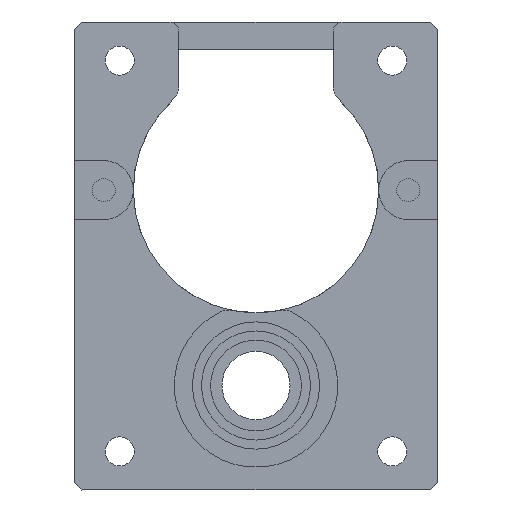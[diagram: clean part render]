
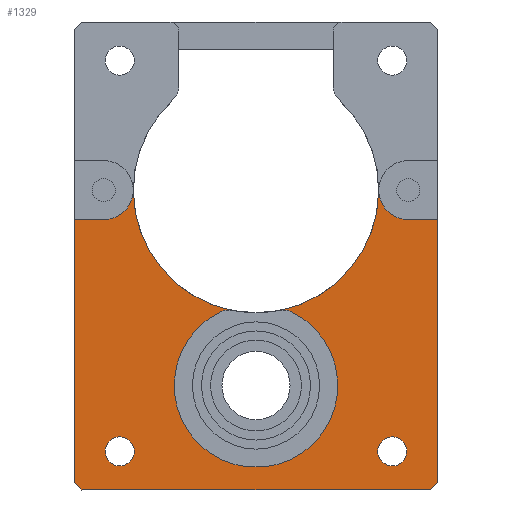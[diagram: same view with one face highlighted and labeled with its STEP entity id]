
A CAD part, front view. The second image highlights one B-rep face of the part: STEP entity #1329.
In plain terms, the highlighted planar face has unit normal (0, -1, 0).
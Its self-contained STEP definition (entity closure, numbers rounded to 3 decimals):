
#32=FACE_BOUND('',#196,.T.);
#33=FACE_BOUND('',#197,.T.);
#52=PLANE('',#1483);
#114=FACE_OUTER_BOUND('',#195,.T.);
#195=EDGE_LOOP('',(#1107,#1108,#1109,#1110,#1111,#1112,#1113,#1114,#1115,
#1116,#1117,#1118,#1119,#1120));
#196=EDGE_LOOP('',(#1121));
#197=EDGE_LOOP('',(#1122));
#312=LINE('',#2244,#426);
#317=LINE('',#2258,#431);
#318=LINE('',#2260,#432);
#319=LINE('',#2261,#433);
#320=LINE('',#2265,#434);
#321=LINE('',#2267,#435);
#322=LINE('',#2268,#436);
#426=VECTOR('',#1818,10.);
#431=VECTOR('',#1833,10.);
#432=VECTOR('',#1834,10.);
#433=VECTOR('',#1835,10.);
#434=VECTOR('',#1838,10.);
#435=VECTOR('',#1839,10.);
#436=VECTOR('',#1840,10.);
#463=CIRCLE('',#1378,2.);
#464=CIRCLE('',#1380,13.5);
#468=CIRCLE('',#1384,13.5);
#471=CIRCLE('',#1388,2.);
#473=CIRCLE('',#1391,9.);
#527=CIRCLE('',#1480,3.25);
#529=CIRCLE('',#1484,3.25);
#530=CIRCLE('',#1485,1.6);
#531=CIRCLE('',#1486,1.6);
#544=VERTEX_POINT('',#1962);
#545=VERTEX_POINT('',#1964);
#546=VERTEX_POINT('',#1968);
#551=VERTEX_POINT('',#1978);
#552=VERTEX_POINT('',#1980);
#555=VERTEX_POINT('',#1988);
#645=VERTEX_POINT('',#2242);
#646=VERTEX_POINT('',#2243);
#649=VERTEX_POINT('',#2256);
#650=VERTEX_POINT('',#2257);
#651=VERTEX_POINT('',#2259);
#652=VERTEX_POINT('',#2262);
#653=VERTEX_POINT('',#2264);
#654=VERTEX_POINT('',#2266);
#655=VERTEX_POINT('',#2269);
#656=VERTEX_POINT('',#2271);
#672=EDGE_CURVE('',#544,#545,#463,.F.);
#674=EDGE_CURVE('',#546,#545,#464,.T.);
#680=EDGE_CURVE('',#552,#551,#468,.T.);
#684=EDGE_CURVE('',#552,#555,#471,.F.);
#687=EDGE_CURVE('',#544,#555,#473,.T.);
#813=EDGE_CURVE('',#645,#646,#312,.T.);
#817=EDGE_CURVE('',#646,#546,#527,.T.);
#820=EDGE_CURVE('',#649,#650,#317,.T.);
#821=EDGE_CURVE('',#650,#651,#318,.T.);
#822=EDGE_CURVE('',#651,#645,#319,.T.);
#823=EDGE_CURVE('',#551,#652,#529,.T.);
#824=EDGE_CURVE('',#652,#653,#320,.T.);
#825=EDGE_CURVE('',#653,#654,#321,.T.);
#826=EDGE_CURVE('',#654,#649,#322,.T.);
#827=EDGE_CURVE('',#655,#655,#530,.T.);
#828=EDGE_CURVE('',#656,#656,#531,.T.);
#1107=ORIENTED_EDGE('',*,*,#820,.T.);
#1108=ORIENTED_EDGE('',*,*,#821,.T.);
#1109=ORIENTED_EDGE('',*,*,#822,.T.);
#1110=ORIENTED_EDGE('',*,*,#813,.T.);
#1111=ORIENTED_EDGE('',*,*,#817,.T.);
#1112=ORIENTED_EDGE('',*,*,#674,.T.);
#1113=ORIENTED_EDGE('',*,*,#672,.F.);
#1114=ORIENTED_EDGE('',*,*,#687,.T.);
#1115=ORIENTED_EDGE('',*,*,#684,.F.);
#1116=ORIENTED_EDGE('',*,*,#680,.T.);
#1117=ORIENTED_EDGE('',*,*,#823,.T.);
#1118=ORIENTED_EDGE('',*,*,#824,.T.);
#1119=ORIENTED_EDGE('',*,*,#825,.T.);
#1120=ORIENTED_EDGE('',*,*,#826,.T.);
#1121=ORIENTED_EDGE('',*,*,#827,.T.);
#1122=ORIENTED_EDGE('',*,*,#828,.T.);
#1329=ADVANCED_FACE('',(#114,#32,#33),#52,.F.);
#1378=AXIS2_PLACEMENT_3D('',#1965,#1539,#1540);
#1380=AXIS2_PLACEMENT_3D('',#1969,#1544,#1545);
#1384=AXIS2_PLACEMENT_3D('',#1981,#1554,#1555);
#1388=AXIS2_PLACEMENT_3D('',#1989,#1563,#1564);
#1391=AXIS2_PLACEMENT_3D('',#1993,#1570,#1571);
#1480=AXIS2_PLACEMENT_3D('',#2251,#1824,#1825);
#1483=AXIS2_PLACEMENT_3D('',#2255,#1831,#1832);
#1484=AXIS2_PLACEMENT_3D('',#2263,#1836,#1837);
#1485=AXIS2_PLACEMENT_3D('',#2270,#1841,#1842);
#1486=AXIS2_PLACEMENT_3D('',#2272,#1843,#1844);
#1539=DIRECTION('center_axis',(0.,1.,0.));
#1540=DIRECTION('ref_axis',(0.126,0.,0.992));
#1544=DIRECTION('center_axis',(0.,1.,0.));
#1545=DIRECTION('ref_axis',(1.,0.,0.));
#1554=DIRECTION('center_axis',(0.,1.,0.));
#1555=DIRECTION('ref_axis',(1.,0.,0.));
#1563=DIRECTION('center_axis',(0.,1.,0.));
#1564=DIRECTION('ref_axis',(-0.126,0.,0.992));
#1570=DIRECTION('center_axis',(0.,1.,0.));
#1571=DIRECTION('ref_axis',(1.,0.,0.));
#1818=DIRECTION('',(-1.,0.,0.));
#1824=DIRECTION('center_axis',(0.,1.,0.));
#1825=DIRECTION('ref_axis',(1.,0.,0.));
#1831=DIRECTION('center_axis',(0.,1.,0.));
#1832=DIRECTION('ref_axis',(1.,0.,0.));
#1833=DIRECTION('',(1.,0.,0.));
#1834=DIRECTION('',(0.707,0.,0.707));
#1835=DIRECTION('',(0.,0.,1.));
#1836=DIRECTION('center_axis',(0.,1.,0.));
#1837=DIRECTION('ref_axis',(1.,0.,0.));
#1838=DIRECTION('',(-1.,0.,0.));
#1839=DIRECTION('',(0.,0.,-1.));
#1840=DIRECTION('',(0.707,0.,-0.707));
#1841=DIRECTION('center_axis',(0.,1.,0.));
#1842=DIRECTION('ref_axis',(1.,0.,0.));
#1843=DIRECTION('center_axis',(0.,1.,0.));
#1844=DIRECTION('ref_axis',(1.,0.,0.));
#1962=CARTESIAN_POINT('',(3.917,0.,8.103));
#1964=CARTESIAN_POINT('',(2.653,0.,8.263));
#1965=CARTESIAN_POINT('Origin',(3.046,0.,6.302));
#1968=CARTESIAN_POINT('',(13.5,0.,21.5));
#1969=CARTESIAN_POINT('Origin',(0.,0.,21.5));
#1978=CARTESIAN_POINT('',(-13.5,0.,21.5));
#1980=CARTESIAN_POINT('',(-2.653,0.,8.263));
#1981=CARTESIAN_POINT('Origin',(0.,0.,21.5));
#1988=CARTESIAN_POINT('',(-3.917,0.,8.103));
#1989=CARTESIAN_POINT('Origin',(-3.046,0.,6.302));
#1993=CARTESIAN_POINT('Origin',(0.,0.,0.));
#2242=CARTESIAN_POINT('',(20.,0.,18.25));
#2243=CARTESIAN_POINT('',(16.75,0.,18.25));
#2244=CARTESIAN_POINT('',(8.375,0.,18.25));
#2251=CARTESIAN_POINT('Origin',(16.75,0.,21.5));
#2255=CARTESIAN_POINT('Origin',(0.,0.,14.25));
#2256=CARTESIAN_POINT('',(-19.2,0.,-11.5));
#2257=CARTESIAN_POINT('',(19.2,0.,-11.5));
#2258=CARTESIAN_POINT('',(-19.2,0.,-11.5));
#2259=CARTESIAN_POINT('',(20.,0.,-10.7));
#2260=CARTESIAN_POINT('',(19.2,0.,-11.5));
#2261=CARTESIAN_POINT('',(20.,0.,-10.7));
#2262=CARTESIAN_POINT('',(-16.75,0.,18.25));
#2263=CARTESIAN_POINT('Origin',(-16.75,0.,21.5));
#2264=CARTESIAN_POINT('',(-20.,0.,18.25));
#2265=CARTESIAN_POINT('',(-10.,0.,18.25));
#2266=CARTESIAN_POINT('',(-20.,0.,-10.7));
#2267=CARTESIAN_POINT('',(-20.,0.,39.2));
#2268=CARTESIAN_POINT('',(-20.,0.,-10.7));
#2269=CARTESIAN_POINT('',(-16.6,0.,-7.25));
#2270=CARTESIAN_POINT('Origin',(-15.,0.,-7.25));
#2271=CARTESIAN_POINT('',(13.4,0.,-7.25));
#2272=CARTESIAN_POINT('Origin',(15.,0.,-7.25));
